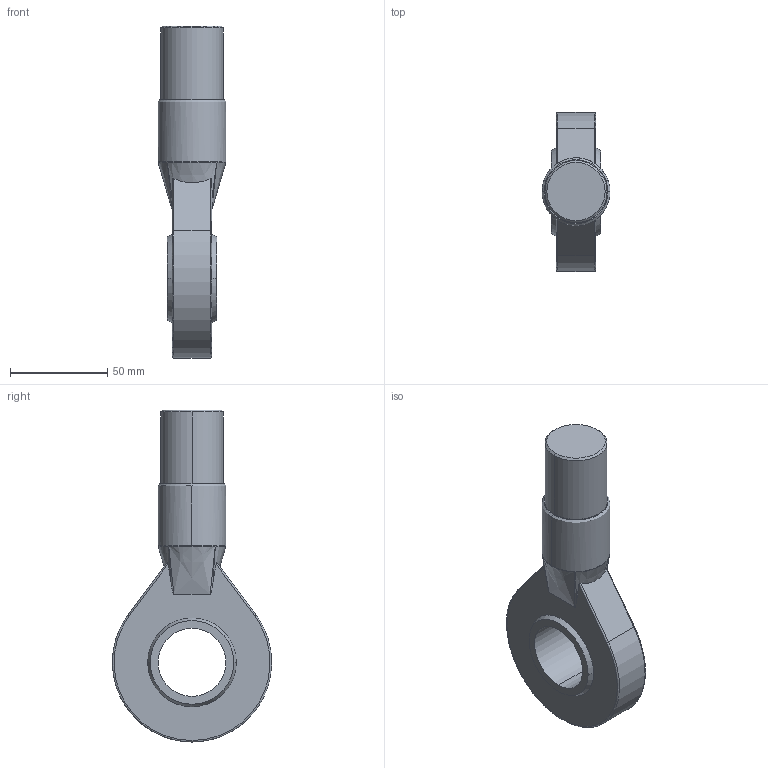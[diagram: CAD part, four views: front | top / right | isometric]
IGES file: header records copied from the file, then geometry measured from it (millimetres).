
Start section:  PTC IGES file: zhoucheng-002_mir_mir.igs
Global section: file name: zhoucheng-002_mir_mir.igs; native system: Pro/ENGINEER by Parametric Technology Corporation; preprocessor: 2004110; author: liuxiaokun; organization: Unknown; date: 080428.081008; units: millimetre
Bounding box: 35 x 81.94 x 171 mm (x, y, z)
Volume: 169941.6 mm3; surface area: 26821.2 mm2
Topology: 1 solids, 1 shells, 43 faces, 96 edges, 58 vertices
Faces by surface type: bspline 22, revolution 21
